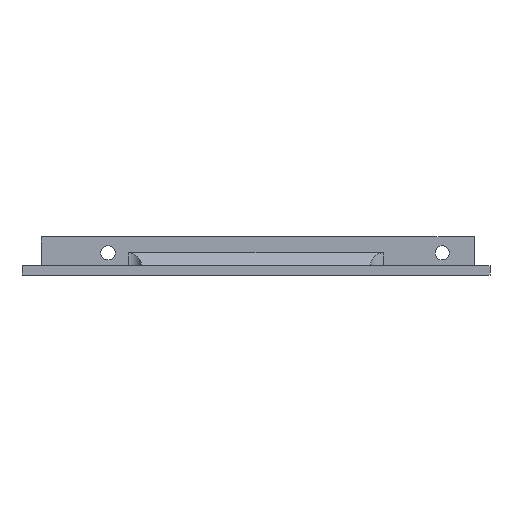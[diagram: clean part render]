
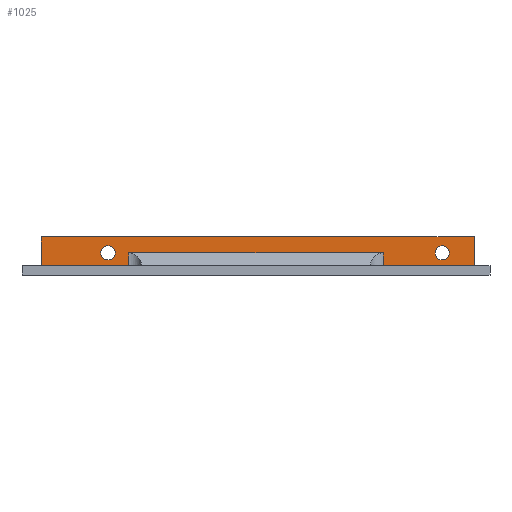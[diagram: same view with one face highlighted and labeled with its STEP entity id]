
A CAD part, front view. The second image highlights one B-rep face of the part: STEP entity #1025.
In plain terms, the highlighted planar face has unit normal (0, -1, 0).
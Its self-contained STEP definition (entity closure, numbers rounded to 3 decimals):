
#16 = CARTESIAN_POINT ( 'NONE',  ( -65., -3., -3. ) ) ;
#23 = LINE ( 'NONE', #255, #937 ) ;
#30 = AXIS2_PLACEMENT_3D ( 'NONE', #287, #792, #456 ) ;
#35 = CARTESIAN_POINT ( 'NONE',  ( 0., -3., -3. ) ) ;
#46 = AXIS2_PLACEMENT_3D ( 'NONE', #209, #496, #724 ) ;
#49 = DIRECTION ( 'NONE',  ( 0., 1., 0. ) ) ;
#60 = VERTEX_POINT ( 'NONE', #867 ) ;
#89 = EDGE_CURVE ( 'NONE', #413, #837, #372, .T. ) ;
#107 = CARTESIAN_POINT ( 'NONE',  ( 0., -3., -3. ) ) ;
#119 = DIRECTION ( 'NONE',  ( 0., 1., 0. ) ) ;
#143 = LINE ( 'NONE', #654, #824 ) ;
#146 = DIRECTION ( 'NONE',  ( 0., 0., -1. ) ) ;
#159 = DIRECTION ( 'NONE',  ( 0., 0., 1. ) ) ;
#163 = AXIS2_PLACEMENT_3D ( 'NONE', #854, #119, #453 ) ;
#184 = LINE ( 'NONE', #107, #668 ) ;
#194 = EDGE_CURVE ( 'NONE', #60, #890, #771, .T. ) ;
#195 = EDGE_CURVE ( 'NONE', #458, #1065, #894, .T. ) ;
#197 = VECTOR ( 'NONE', #1020, 1000. ) ;
#209 = CARTESIAN_POINT ( 'NONE',  ( -44., -3., 1. ) ) ;
#217 = FACE_OUTER_BOUND ( 'NONE', #226, .T. ) ;
#226 = EDGE_LOOP ( 'NONE', ( #357, #565, #1027, #961, #895, #394, #728, #572 ) ) ;
#234 = VERTEX_POINT ( 'NONE', #16 ) ;
#244 = DIRECTION ( 'NONE',  ( 0., 0., -1. ) ) ;
#248 = AXIS2_PLACEMENT_3D ( 'NONE', #429, #274, #515 ) ;
#255 = CARTESIAN_POINT ( 'NONE',  ( -37.5, -3., 1. ) ) ;
#261 = CARTESIAN_POINT ( 'NONE',  ( -37.5, -3., 1. ) ) ;
#264 = LINE ( 'NONE', #35, #267 ) ;
#267 = VECTOR ( 'NONE', #777, 1000. ) ;
#274 = DIRECTION ( 'NONE',  ( 0., 1., 0. ) ) ;
#287 = CARTESIAN_POINT ( 'NONE',  ( 61., -3., 1. ) ) ;
#290 = DIRECTION ( 'NONE',  ( 1., 0., 0. ) ) ;
#297 = EDGE_CURVE ( 'NONE', #656, #234, #264, .T. ) ;
#305 = CARTESIAN_POINT ( 'NONE',  ( 61., -3., 1. ) ) ;
#351 = EDGE_CURVE ( 'NONE', #907, #234, #690, .T. ) ;
#357 = ORIENTED_EDGE ( 'NONE', *, *, #455, .F. ) ;
#372 = CIRCLE ( 'NONE', #46, 2.25 ) ;
#373 = CARTESIAN_POINT ( 'NONE',  ( -37.5, -3., 1. ) ) ;
#394 = ORIENTED_EDGE ( 'NONE', *, *, #859, .T. ) ;
#413 = VERTEX_POINT ( 'NONE', #905 ) ;
#414 = EDGE_CURVE ( 'NONE', #458, #656, #23, .T. ) ;
#419 = ORIENTED_EDGE ( 'NONE', *, *, #583, .T. ) ;
#424 = DIRECTION ( 'NONE',  ( 0., 0., -1. ) ) ;
#429 = CARTESIAN_POINT ( 'NONE',  ( -44., -3., 1. ) ) ;
#453 = DIRECTION ( 'NONE',  ( 0., 0., 1. ) ) ;
#455 = EDGE_CURVE ( 'NONE', #907, #476, #997, .T. ) ;
#456 = DIRECTION ( 'NONE',  ( 0., 0., 1. ) ) ;
#458 = VERTEX_POINT ( 'NONE', #261 ) ;
#476 = VERTEX_POINT ( 'NONE', #585 ) ;
#496 = DIRECTION ( 'NONE',  ( 0., 1., 0. ) ) ;
#497 = CARTESIAN_POINT ( 'NONE',  ( 42.5, -3., 1. ) ) ;
#500 = AXIS2_PLACEMENT_3D ( 'NONE', #305, #49, #159 ) ;
#515 = DIRECTION ( 'NONE',  ( 0., 0., 1. ) ) ;
#530 = VECTOR ( 'NONE', #1004, 1000. ) ;
#536 = PLANE ( 'NONE',  #163 ) ;
#539 = EDGE_CURVE ( 'NONE', #900, #650, #184, .T. ) ;
#558 = ORIENTED_EDGE ( 'NONE', *, *, #959, .T. ) ;
#560 = CARTESIAN_POINT ( 'NONE',  ( 42.5, -3., -3. ) ) ;
#565 = ORIENTED_EDGE ( 'NONE', *, *, #351, .T. ) ;
#572 = ORIENTED_EDGE ( 'NONE', *, *, #730, .F. ) ;
#583 = EDGE_CURVE ( 'NONE', #837, #413, #876, .T. ) ;
#585 = CARTESIAN_POINT ( 'NONE',  ( 71., -3., 6. ) ) ;
#614 = FACE_BOUND ( 'NONE', #759, .T. ) ;
#623 = CIRCLE ( 'NONE', #30, 2.25 ) ;
#631 = EDGE_LOOP ( 'NONE', ( #979, #419 ) ) ;
#650 = VERTEX_POINT ( 'NONE', #560 ) ;
#654 = CARTESIAN_POINT ( 'NONE',  ( 71., -3., -6. ) ) ;
#656 = VERTEX_POINT ( 'NONE', #969 ) ;
#668 = VECTOR ( 'NONE', #1007, 1000. ) ;
#676 = CARTESIAN_POINT ( 'NONE',  ( -71., -3., 6. ) ) ;
#682 = VECTOR ( 'NONE', #290, 1000. ) ;
#690 = LINE ( 'NONE', #851, #197 ) ;
#724 = DIRECTION ( 'NONE',  ( 0., 0., 1. ) ) ;
#728 = ORIENTED_EDGE ( 'NONE', *, *, #539, .F. ) ;
#730 = EDGE_CURVE ( 'NONE', #476, #900, #143, .T. ) ;
#759 = EDGE_LOOP ( 'NONE', ( #1048, #558 ) ) ;
#771 = CIRCLE ( 'NONE', #500, 2.25 ) ;
#777 = DIRECTION ( 'NONE',  ( -1., 0., 0. ) ) ;
#792 = DIRECTION ( 'NONE',  ( 0., 1., 0. ) ) ;
#814 = CARTESIAN_POINT ( 'NONE',  ( -44., -3., -1.25 ) ) ;
#822 = CARTESIAN_POINT ( 'NONE',  ( 42.5, -3., 1. ) ) ;
#824 = VECTOR ( 'NONE', #244, 1000. ) ;
#837 = VERTEX_POINT ( 'NONE', #814 ) ;
#851 = CARTESIAN_POINT ( 'NONE',  ( -65., -3., 6.001 ) ) ;
#854 = CARTESIAN_POINT ( 'NONE',  ( 0., -3., 0. ) ) ;
#859 = EDGE_CURVE ( 'NONE', #1065, #650, #987, .T. ) ;
#867 = CARTESIAN_POINT ( 'NONE',  ( 61., -3., 3.25 ) ) ;
#876 = CIRCLE ( 'NONE', #248, 2.25 ) ;
#890 = VERTEX_POINT ( 'NONE', #1045 ) ;
#894 = LINE ( 'NONE', #373, #682 ) ;
#895 = ORIENTED_EDGE ( 'NONE', *, *, #195, .T. ) ;
#900 = VERTEX_POINT ( 'NONE', #972 ) ;
#905 = CARTESIAN_POINT ( 'NONE',  ( -44., -3., 3.25 ) ) ;
#906 = CARTESIAN_POINT ( 'NONE',  ( -65., -3., 6. ) ) ;
#907 = VERTEX_POINT ( 'NONE', #906 ) ;
#936 = FACE_BOUND ( 'NONE', #631, .T. ) ;
#937 = VECTOR ( 'NONE', #424, 1000. ) ;
#959 = EDGE_CURVE ( 'NONE', #890, #60, #623, .T. ) ;
#961 = ORIENTED_EDGE ( 'NONE', *, *, #414, .F. ) ;
#969 = CARTESIAN_POINT ( 'NONE',  ( -37.5, -3., -3. ) ) ;
#972 = CARTESIAN_POINT ( 'NONE',  ( 71., -3., -3. ) ) ;
#979 = ORIENTED_EDGE ( 'NONE', *, *, #89, .T. ) ;
#987 = LINE ( 'NONE', #497, #1063 ) ;
#997 = LINE ( 'NONE', #676, #530 ) ;
#1004 = DIRECTION ( 'NONE',  ( 1., 0., 0. ) ) ;
#1007 = DIRECTION ( 'NONE',  ( -1., 0., 0. ) ) ;
#1020 = DIRECTION ( 'NONE',  ( 0., 0., -1. ) ) ;
#1025 = ADVANCED_FACE ( 'NONE', ( #614, #936, #217 ), #536, .F. ) ;
#1027 = ORIENTED_EDGE ( 'NONE', *, *, #297, .F. ) ;
#1045 = CARTESIAN_POINT ( 'NONE',  ( 61., -3., -1.25 ) ) ;
#1048 = ORIENTED_EDGE ( 'NONE', *, *, #194, .T. ) ;
#1063 = VECTOR ( 'NONE', #146, 1000. ) ;
#1065 = VERTEX_POINT ( 'NONE', #822 ) ;
